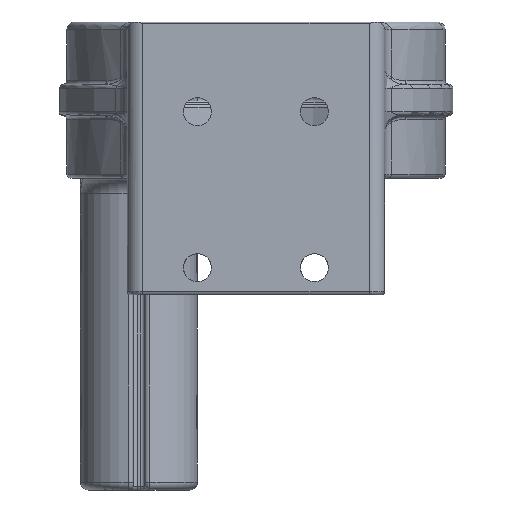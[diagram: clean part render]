
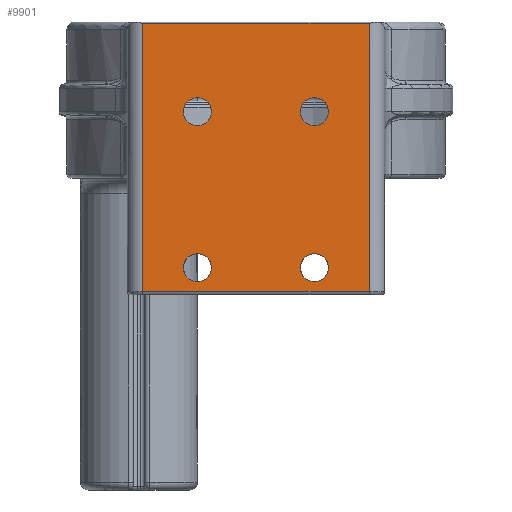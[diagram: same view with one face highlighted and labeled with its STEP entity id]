
A CAD part, front view. The second image highlights one B-rep face of the part: STEP entity #9901.
In plain terms, the highlighted planar face has unit normal (0, -1, 0).
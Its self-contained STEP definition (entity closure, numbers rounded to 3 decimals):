
#209 = EDGE_CURVE ( 'NONE', #695, #693, #3001, .T. ) ;
#210 = EDGE_CURVE ( 'NONE', #696, #689, #2993, .T. ) ;
#211 = EDGE_CURVE ( 'NONE', #697, #698, #3003, .T. ) ;
#212 = EDGE_CURVE ( 'NONE', #710, #707, #3004, .T. ) ;
#213 = EDGE_CURVE ( 'NONE', #952, #951, #3005, .T. ) ;
#214 = EDGE_CURVE ( 'NONE', #951, #959, #3006, .T. ) ;
#215 = EDGE_CURVE ( 'NONE', #959, #960, #3009, .T. ) ;
#216 = EDGE_CURVE ( 'NONE', #960, #952, #3011, .T. ) ;
#329 = EDGE_CURVE ( 'NONE', #693, #695, #3131, .T. ) ;
#334 = EDGE_CURVE ( 'NONE', #689, #696, #5161, .T. ) ;
#339 = EDGE_CURVE ( 'NONE', #698, #697, #5166, .T. ) ;
#343 = EDGE_CURVE ( 'NONE', #707, #710, #5170, .T. ) ;
#689 = VERTEX_POINT ( 'NONE', #6338 ) ;
#693 = VERTEX_POINT ( 'NONE', #6342 ) ;
#695 = VERTEX_POINT ( 'NONE', #6344 ) ;
#696 = VERTEX_POINT ( 'NONE', #6345 ) ;
#697 = VERTEX_POINT ( 'NONE', #6346 ) ;
#698 = VERTEX_POINT ( 'NONE', #6347 ) ;
#707 = VERTEX_POINT ( 'NONE', #6356 ) ;
#710 = VERTEX_POINT ( 'NONE', #6359 ) ;
#951 = VERTEX_POINT ( 'NONE', #6600 ) ;
#952 = VERTEX_POINT ( 'NONE', #6601 ) ;
#959 = VERTEX_POINT ( 'NONE', #6608 ) ;
#960 = VERTEX_POINT ( 'NONE', #6609 ) ;
#1812 = ORIENTED_EDGE ( 'NONE', *, *, #209, .T. ) ;
#1813 = ORIENTED_EDGE ( 'NONE', *, *, #329, .T. ) ;
#1814 = ORIENTED_EDGE ( 'NONE', *, *, #210, .T. ) ;
#1815 = ORIENTED_EDGE ( 'NONE', *, *, #334, .T. ) ;
#1816 = ORIENTED_EDGE ( 'NONE', *, *, #211, .T. ) ;
#1817 = ORIENTED_EDGE ( 'NONE', *, *, #339, .T. ) ;
#1818 = ORIENTED_EDGE ( 'NONE', *, *, #212, .T. ) ;
#1819 = ORIENTED_EDGE ( 'NONE', *, *, #343, .T. ) ;
#1820 = ORIENTED_EDGE ( 'NONE', *, *, #213, .T. ) ;
#1821 = ORIENTED_EDGE ( 'NONE', *, *, #214, .T. ) ;
#1822 = ORIENTED_EDGE ( 'NONE', *, *, #215, .T. ) ;
#1823 = ORIENTED_EDGE ( 'NONE', *, *, #216, .T. ) ;
#2993 = CIRCLE ( 'NONE', #3480, 1.8 ) ;
#3001 = CIRCLE ( 'NONE', #3479, 1.8 ) ;
#3003 = CIRCLE ( 'NONE', #3481, 1.8 ) ;
#3004 = CIRCLE ( 'NONE', #3482, 1.8 ) ;
#3005 = LINE ( 'NONE', #4424, #3008 ) ;
#3006 = LINE ( 'NONE', #4423, #3010 ) ;
#3008 = VECTOR ( 'NONE', #4413, 1000. ) ;
#3009 = LINE ( 'NONE', #4429, #3012 ) ;
#3010 = VECTOR ( 'NONE', #4428, 1000. ) ;
#3011 = LINE ( 'NONE', #4431, #3014 ) ;
#3012 = VECTOR ( 'NONE', #4430, 1000. ) ;
#3014 = VECTOR ( 'NONE', #4432, 1000. ) ;
#3131 = CIRCLE ( 'NONE', #3556, 1.8 ) ;
#3479 = AXIS2_PLACEMENT_3D ( 'NONE', #4414, #4415, #4416 ) ;
#3480 = AXIS2_PLACEMENT_3D ( 'NONE', #4417, #4418, #4419 ) ;
#3481 = AXIS2_PLACEMENT_3D ( 'NONE', #4420, #4421, #4422 ) ;
#3482 = AXIS2_PLACEMENT_3D ( 'NONE', #4425, #4426, #4427 ) ;
#3556 = AXIS2_PLACEMENT_3D ( 'NONE', #5007, #5008, #5009 ) ;
#3558 = AXIS2_PLACEMENT_3D ( 'NONE', #5025, #5026, #5027 ) ;
#3560 = AXIS2_PLACEMENT_3D ( 'NONE', #5042, #5043, #5044 ) ;
#3562 = AXIS2_PLACEMENT_3D ( 'NONE', #5052, #5053, #5054 ) ;
#3891 = EDGE_LOOP ( 'NONE', ( #1814, #1815 ) ) ;
#3901 = EDGE_LOOP ( 'NONE', ( #1820, #1821, #1822, #1823 ) ) ;
#3905 = EDGE_LOOP ( 'NONE', ( #1818, #1819 ) ) ;
#3919 = EDGE_LOOP ( 'NONE', ( #1816, #1817 ) ) ;
#4013 = EDGE_LOOP ( 'NONE', ( #1812, #1813 ) ) ;
#4413 = DIRECTION ( 'NONE',  ( 0., 0., -1. ) ) ;
#4414 = CARTESIAN_POINT ( 'NONE',  ( -7.5, 0., -10. ) ) ;
#4415 = DIRECTION ( 'NONE',  ( 0., 1., 0. ) ) ;
#4416 = DIRECTION ( 'NONE',  ( 0., 0., 1. ) ) ;
#4417 = CARTESIAN_POINT ( 'NONE',  ( 7.5, 0., -10. ) ) ;
#4418 = DIRECTION ( 'NONE',  ( 0., 1., 0. ) ) ;
#4419 = DIRECTION ( 'NONE',  ( 0., 0., 1. ) ) ;
#4420 = CARTESIAN_POINT ( 'NONE',  ( 7.5, 0., 10. ) ) ;
#4421 = DIRECTION ( 'NONE',  ( 0., 1., 0. ) ) ;
#4422 = DIRECTION ( 'NONE',  ( 0., 0., 1. ) ) ;
#4423 = CARTESIAN_POINT ( 'NONE',  ( 0., 0., -13. ) ) ;
#4424 = CARTESIAN_POINT ( 'NONE',  ( -14.5, 0., 0. ) ) ;
#4425 = CARTESIAN_POINT ( 'NONE',  ( -7.5, 0., 10. ) ) ;
#4426 = DIRECTION ( 'NONE',  ( 0., 1., 0. ) ) ;
#4427 = DIRECTION ( 'NONE',  ( 0., 0., 1. ) ) ;
#4428 = DIRECTION ( 'NONE',  ( 1., 0., 0. ) ) ;
#4429 = CARTESIAN_POINT ( 'NONE',  ( 14.5, 0., 0. ) ) ;
#4430 = DIRECTION ( 'NONE',  ( 0., 0., 1. ) ) ;
#4431 = CARTESIAN_POINT ( 'NONE',  ( 0., 0., 21.359 ) ) ;
#4432 = DIRECTION ( 'NONE',  ( -1., 0., 0. ) ) ;
#5007 = CARTESIAN_POINT ( 'NONE',  ( -7.5, 0., -10. ) ) ;
#5008 = DIRECTION ( 'NONE',  ( 0., 1., 0. ) ) ;
#5009 = DIRECTION ( 'NONE',  ( 0., 0., 1. ) ) ;
#5025 = CARTESIAN_POINT ( 'NONE',  ( 7.5, 0., -10. ) ) ;
#5026 = DIRECTION ( 'NONE',  ( 0., 1., 0. ) ) ;
#5027 = DIRECTION ( 'NONE',  ( 0., 0., 1. ) ) ;
#5042 = CARTESIAN_POINT ( 'NONE',  ( 7.5, 0., 10. ) ) ;
#5043 = DIRECTION ( 'NONE',  ( 0., 1., 0. ) ) ;
#5044 = DIRECTION ( 'NONE',  ( 0., 0., 1. ) ) ;
#5052 = CARTESIAN_POINT ( 'NONE',  ( -7.5, 0., 10. ) ) ;
#5053 = DIRECTION ( 'NONE',  ( 0., 1., 0. ) ) ;
#5054 = DIRECTION ( 'NONE',  ( 0., 0., 1. ) ) ;
#5161 = CIRCLE ( 'NONE', #3558, 1.8 ) ;
#5166 = CIRCLE ( 'NONE', #3560, 1.8 ) ;
#5170 = CIRCLE ( 'NONE', #3562, 1.8 ) ;
#6338 = CARTESIAN_POINT ( 'NONE',  ( 7.5, 0., -11.8 ) ) ;
#6342 = CARTESIAN_POINT ( 'NONE',  ( -7.5, 0., -11.8 ) ) ;
#6344 = CARTESIAN_POINT ( 'NONE',  ( -7.5, 0., -8.2 ) ) ;
#6345 = CARTESIAN_POINT ( 'NONE',  ( 7.5, 0., -8.2 ) ) ;
#6346 = CARTESIAN_POINT ( 'NONE',  ( 7.5, 0., 11.8 ) ) ;
#6347 = CARTESIAN_POINT ( 'NONE',  ( 7.5, 0., 8.2 ) ) ;
#6356 = CARTESIAN_POINT ( 'NONE',  ( -7.5, 0., 8.2 ) ) ;
#6359 = CARTESIAN_POINT ( 'NONE',  ( -7.5, 0., 11.8 ) ) ;
#6600 = CARTESIAN_POINT ( 'NONE',  ( -14.5, 0., -13. ) ) ;
#6601 = CARTESIAN_POINT ( 'NONE',  ( -14.5, 0., 21.359 ) ) ;
#6608 = CARTESIAN_POINT ( 'NONE',  ( 14.5, 0., -13. ) ) ;
#6609 = CARTESIAN_POINT ( 'NONE',  ( 14.5, 0., 21.359 ) ) ;
#8490 = DIRECTION ( 'NONE',  ( 0., 1., 0. ) ) ;
#8494 = CARTESIAN_POINT ( 'NONE',  ( 0., 0., 0. ) ) ;
#8497 = PLANE ( 'NONE',  #9672 ) ;
#8500 = DIRECTION ( 'NONE',  ( 0., 0., 1. ) ) ;
#9201 = FACE_OUTER_BOUND ( 'NONE', #3901, .T. ) ;
#9205 = FACE_BOUND ( 'NONE', #4013, .T. ) ;
#9206 = FACE_BOUND ( 'NONE', #3919, .T. ) ;
#9207 = FACE_BOUND ( 'NONE', #3905, .T. ) ;
#9208 = FACE_BOUND ( 'NONE', #3891, .T. ) ;
#9672 = AXIS2_PLACEMENT_3D ( 'NONE', #8494, #8490, #8500 ) ;
#9901 = ADVANCED_FACE ( 'NONE', ( #9205, #9208, #9206, #9207, #9201 ), #8497, .F. ) ;
